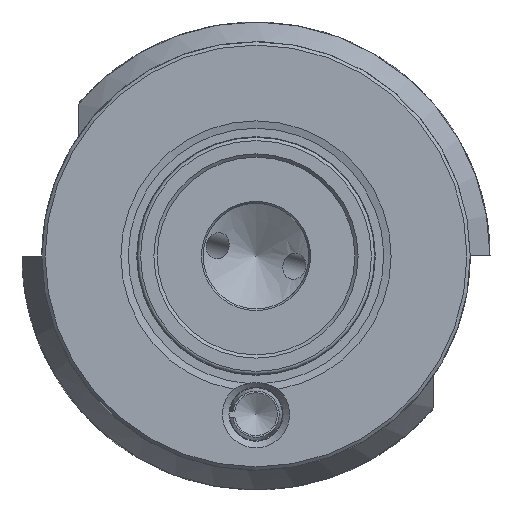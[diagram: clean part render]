
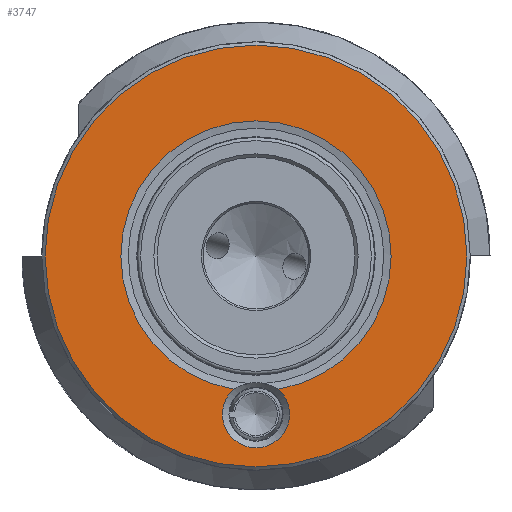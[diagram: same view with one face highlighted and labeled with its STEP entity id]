
A CAD part, left-side view. The second image highlights one B-rep face of the part: STEP entity #3747.
In plain terms, the highlighted planar face has unit normal (-1, 0, 0).
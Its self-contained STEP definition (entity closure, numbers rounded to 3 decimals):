
#182=FACE_BOUND('',#583,.T.);
#212=PLANE('',#4039);
#369=FACE_OUTER_BOUND('',#582,.T.);
#582=EDGE_LOOP('',(#2557));
#583=EDGE_LOOP('',(#2558,#2559));
#1364=CIRCLE('',#4034,5.1);
#1369=CIRCLE('',#4040,32.);
#1370=CIRCLE('',#4041,20.5);
#1568=VERTEX_POINT('',#5823);
#1569=VERTEX_POINT('',#5830);
#1574=VERTEX_POINT('',#5848);
#1961=EDGE_CURVE('',#1568,#1569,#1364,.T.);
#1968=EDGE_CURVE('',#1574,#1574,#1369,.T.);
#1969=EDGE_CURVE('',#1568,#1569,#1370,.T.);
#2557=ORIENTED_EDGE('',*,*,#1968,.F.);
#2558=ORIENTED_EDGE('',*,*,#1961,.F.);
#2559=ORIENTED_EDGE('',*,*,#1969,.T.);
#3747=ADVANCED_FACE('',(#369,#182),#212,.T.);
#4034=AXIS2_PLACEMENT_3D('',#5831,#4543,#4544);
#4039=AXIS2_PLACEMENT_3D('',#5847,#4554,#4555);
#4040=AXIS2_PLACEMENT_3D('',#5849,#4556,#4557);
#4041=AXIS2_PLACEMENT_3D('',#5850,#4558,#4559);
#4543=DIRECTION('center_axis',(-1.,0.,0.));
#4544=DIRECTION('ref_axis',(0.,0.,-1.));
#4554=DIRECTION('center_axis',(-1.,0.,0.));
#4555=DIRECTION('ref_axis',(0.,0.,1.));
#4556=DIRECTION('center_axis',(1.,0.,0.));
#4557=DIRECTION('ref_axis',(0.,-1.,0.));
#4558=DIRECTION('center_axis',(1.,0.,0.));
#4559=DIRECTION('ref_axis',(0.,0.,-1.));
#5823=CARTESIAN_POINT('',(0.,3.416,-20.213));
#5830=CARTESIAN_POINT('',(0.,-3.416,-20.213));
#5831=CARTESIAN_POINT('Origin',(0.,0.,-24.));
#5847=CARTESIAN_POINT('Origin',(0.,32.5,0.));
#5848=CARTESIAN_POINT('',(0.,32.,0.));
#5849=CARTESIAN_POINT('Origin',(0.,0.,0.));
#5850=CARTESIAN_POINT('Origin',(0.,0.,0.));
